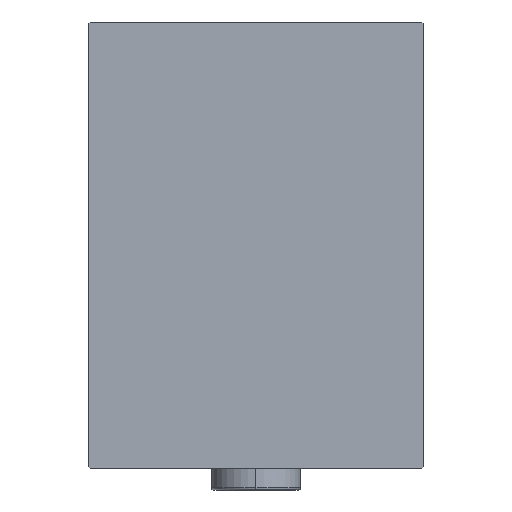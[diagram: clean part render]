
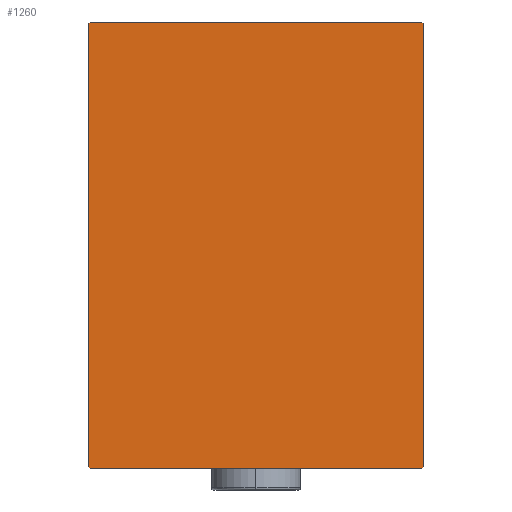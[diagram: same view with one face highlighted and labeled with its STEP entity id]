
A CAD part, left-side view. The second image highlights one B-rep face of the part: STEP entity #1260.
In plain terms, the highlighted face is planar.
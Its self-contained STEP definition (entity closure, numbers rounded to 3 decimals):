
#1260 = ADVANCED_FACE ( 'NONE', ( #6994 ), #21946, .T. ) ;
#1782 = CARTESIAN_POINT ( 'NONE',  ( 98., 37.5, 50. ) ) ;
#2312 = EDGE_CURVE ( 'NONE', #14931, #13432, #30629, .T. ) ;
#3424 = CARTESIAN_POINT ( 'NONE',  ( 98., 37.5, 49.7 ) ) ;
#3563 = DIRECTION ( 'NONE',  ( 0., -0.707, 0.707 ) ) ;
#6994 = FACE_OUTER_BOUND ( 'NONE', #9126, .T. ) ;
#7000 = DIRECTION ( 'NONE',  ( 0., 0., -1. ) ) ;
#7510 = VERTEX_POINT ( 'NONE', #3424 ) ;
#7687 = VECTOR ( 'NONE', #13184, 1000. ) ;
#8301 = VECTOR ( 'NONE', #18319, 1000. ) ;
#8401 = ORIENTED_EDGE ( 'NONE', *, *, #37490, .T. ) ;
#8479 = CARTESIAN_POINT ( 'NONE',  ( 98., 43.6, 43.6 ) ) ;
#9126 = EDGE_LOOP ( 'NONE', ( #37446, #40720, #19625, #41779, #44043, #9624, #27714, #8401 ) ) ;
#9132 = CARTESIAN_POINT ( 'NONE',  ( 98., -37.5, 49.7 ) ) ;
#9324 = LINE ( 'NONE', #33625, #7687 ) ;
#9624 = ORIENTED_EDGE ( 'NONE', *, *, #40838, .T. ) ;
#11072 = LINE ( 'NONE', #24922, #8301 ) ;
#13184 = DIRECTION ( 'NONE',  ( 0., -0.707, -0.707 ) ) ;
#13432 = VERTEX_POINT ( 'NONE', #42578 ) ;
#13576 = VECTOR ( 'NONE', #26332, 1000. ) ;
#14931 = VERTEX_POINT ( 'NONE', #20106 ) ;
#18033 = CARTESIAN_POINT ( 'NONE',  ( 98., -37.2, -50. ) ) ;
#18319 = DIRECTION ( 'NONE',  ( 0., 0.707, -0.707 ) ) ;
#19625 = ORIENTED_EDGE ( 'NONE', *, *, #40934, .T. ) ;
#20106 = CARTESIAN_POINT ( 'NONE',  ( 98., 37.2, -50. ) ) ;
#20382 = VECTOR ( 'NONE', #7000, 1000. ) ;
#20448 = VECTOR ( 'NONE', #21608, 1000. ) ;
#21608 = DIRECTION ( 'NONE',  ( 0., 1., 0. ) ) ;
#21946 = PLANE ( 'NONE',  #22977 ) ;
#22977 = AXIS2_PLACEMENT_3D ( 'NONE', #39643, #32392, #39860 ) ;
#24272 = EDGE_CURVE ( 'NONE', #43912, #41278, #38080, .T. ) ;
#24285 = CARTESIAN_POINT ( 'NONE',  ( 98., 37.5, -50. ) ) ;
#24640 = VERTEX_POINT ( 'NONE', #18033 ) ;
#24922 = CARTESIAN_POINT ( 'NONE',  ( 98., -43.6, -43.6 ) ) ;
#24965 = DIRECTION ( 'NONE',  ( 0., 0., 1. ) ) ;
#25020 = LINE ( 'NONE', #38854, #20448 ) ;
#25734 = LINE ( 'NONE', #8479, #35929 ) ;
#25966 = EDGE_CURVE ( 'NONE', #24640, #14931, #25020, .T. ) ;
#26332 = DIRECTION ( 'NONE',  ( 0., 0.707, 0.707 ) ) ;
#27714 = ORIENTED_EDGE ( 'NONE', *, *, #24272, .T. ) ;
#30087 = VERTEX_POINT ( 'NONE', #41157 ) ;
#30140 = LINE ( 'NONE', #1782, #31399 ) ;
#30199 = VERTEX_POINT ( 'NONE', #34779 ) ;
#30629 = LINE ( 'NONE', #36756, #13576 ) ;
#30820 = CARTESIAN_POINT ( 'NONE',  ( 98., -37.5, -49.7 ) ) ;
#31399 = VECTOR ( 'NONE', #43977, 1000. ) ;
#31774 = LINE ( 'NONE', #24285, #34504 ) ;
#32392 = DIRECTION ( 'NONE',  ( 1., 0., 0. ) ) ;
#33625 = CARTESIAN_POINT ( 'NONE',  ( 98., -43.6, 43.6 ) ) ;
#33864 = EDGE_CURVE ( 'NONE', #30199, #30087, #30140, .T. ) ;
#34504 = VECTOR ( 'NONE', #24965, 1000. ) ;
#34683 = CARTESIAN_POINT ( 'NONE',  ( 98., -37.5, 50. ) ) ;
#34779 = CARTESIAN_POINT ( 'NONE',  ( 98., 37.2, 50. ) ) ;
#35929 = VECTOR ( 'NONE', #3563, 1000. ) ;
#36756 = CARTESIAN_POINT ( 'NONE',  ( 98., 43.6, -43.6 ) ) ;
#37446 = ORIENTED_EDGE ( 'NONE', *, *, #25966, .T. ) ;
#37490 = EDGE_CURVE ( 'NONE', #41278, #24640, #11072, .T. ) ;
#38080 = LINE ( 'NONE', #34683, #20382 ) ;
#38854 = CARTESIAN_POINT ( 'NONE',  ( 98., -37.5, -50. ) ) ;
#39584 = EDGE_CURVE ( 'NONE', #7510, #30199, #25734, .T. ) ;
#39643 = CARTESIAN_POINT ( 'NONE',  ( 98., 0., 0. ) ) ;
#39860 = DIRECTION ( 'NONE',  ( 0., 0., -1. ) ) ;
#40720 = ORIENTED_EDGE ( 'NONE', *, *, #2312, .T. ) ;
#40838 = EDGE_CURVE ( 'NONE', #30087, #43912, #9324, .T. ) ;
#40934 = EDGE_CURVE ( 'NONE', #13432, #7510, #31774, .T. ) ;
#41157 = CARTESIAN_POINT ( 'NONE',  ( 98., -37.2, 50. ) ) ;
#41278 = VERTEX_POINT ( 'NONE', #30820 ) ;
#41779 = ORIENTED_EDGE ( 'NONE', *, *, #39584, .T. ) ;
#42578 = CARTESIAN_POINT ( 'NONE',  ( 98., 37.5, -49.7 ) ) ;
#43912 = VERTEX_POINT ( 'NONE', #9132 ) ;
#43977 = DIRECTION ( 'NONE',  ( 0., -1., 0. ) ) ;
#44043 = ORIENTED_EDGE ( 'NONE', *, *, #33864, .T. ) ;
